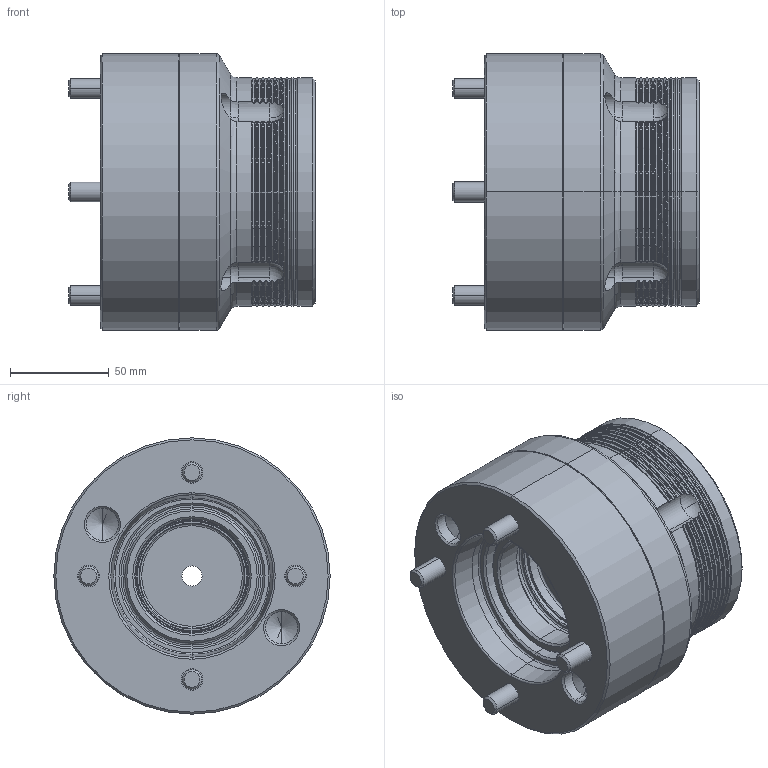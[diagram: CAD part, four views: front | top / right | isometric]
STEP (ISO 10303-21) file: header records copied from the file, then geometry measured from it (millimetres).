
FILE_DESCRIPTION (( 'STEP AP203' ), '1' );
FILE_NAME ('CF-CBD-52A5.STEP', '2020-10-28T07:45:54', ( '' ), ( '' ), 'SwSTEP 2.0', 'SolidWorks 2016', '' );
FILE_SCHEMA (( 'CONFIG_CONTROL_DESIGN' ));
Length unit declared in the file: millimetre
Products named in the file (8): CF-CBD-52-03000; CF-CBD-52-04000; CF-CBE-52-05000; 圓頭內六角螺栓_M10x30; CF-CBD-52A5; CF-CBD-52-01000; CF-CBD-52-02000; CF-CBE-52A5-01000
Assembly tree (10 placements, depth 2):
  CF-CBD-52A5
    CF-CBD-52-01000
    CF-CBD-52-02000
    CF-CBE-52A5-01000
    CF-CBD-52-03000
    CF-CBD-52-04000
    CF-CBE-52-05000
    圓頭內六角螺栓_M10x30  x4
Bounding box: 125 x 140 x 140 mm (x, y, z)
Volume: 1047738 mm3; surface area: 237877.6 mm2
Topology: 10 solids, 10 shells, 590 faces, 1427 edges, 875 vertices
Faces by surface type: cylinder 195, cone 170, plane 112, torus 97, sphere 16
Entity records: 17019 total; most frequent: CARTESIAN_POINT 3901, DIRECTION 2731, ORIENTED_EDGE 2490, EDGE_CURVE 1245, AXIS2_PLACEMENT_3D 1206, VERTEX_POINT 776, CIRCLE 678, EDGE_LOOP 575
